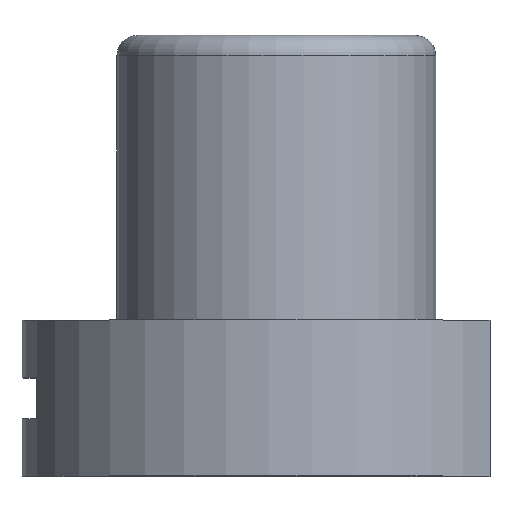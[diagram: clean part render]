
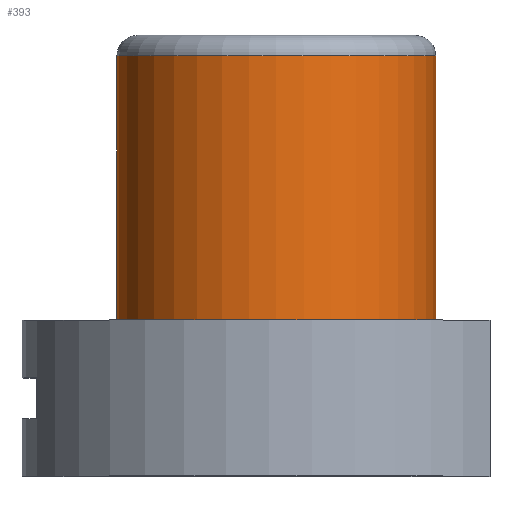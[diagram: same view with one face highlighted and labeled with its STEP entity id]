
A CAD part, top view. The second image highlights one B-rep face of the part: STEP entity #393.
In plain terms, the highlighted cylindrical face has radius 2.35 mm (diameter 4.7 mm), a full revolution.
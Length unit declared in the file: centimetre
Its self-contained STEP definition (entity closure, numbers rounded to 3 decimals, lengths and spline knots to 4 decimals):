
#14=CYLINDRICAL_SURFACE('',#439,0.235);
#24=CIRCLE('',#430,0.235);
#28=CIRCLE('',#437,0.235);
#29=CIRCLE('',#438,0.235);
#52=FACE_OUTER_BOUND('',#77,.T.);
#77=EDGE_LOOP('',(#276,#277,#278,#279,#280));
#111=LINE('',#631,#143);
#143=VECTOR('',#514,0.235);
#173=VERTEX_POINT('',#610);
#178=VERTEX_POINT('',#625);
#179=VERTEX_POINT('',#627);
#209=EDGE_CURVE('',#173,#173,#24,.T.);
#217=EDGE_CURVE('',#178,#179,#28,.T.);
#218=EDGE_CURVE('',#179,#178,#29,.T.);
#219=EDGE_CURVE('',#179,#173,#111,.T.);
#276=ORIENTED_EDGE('',*,*,#217,.F.);
#277=ORIENTED_EDGE('',*,*,#218,.F.);
#278=ORIENTED_EDGE('',*,*,#219,.T.);
#279=ORIENTED_EDGE('',*,*,#209,.T.);
#280=ORIENTED_EDGE('',*,*,#219,.F.);
#393=ADVANCED_FACE('',(#52),#14,.T.);
#430=AXIS2_PLACEMENT_3D('',#611,#490,#491);
#437=AXIS2_PLACEMENT_3D('',#628,#508,#509);
#438=AXIS2_PLACEMENT_3D('',#629,#510,#511);
#439=AXIS2_PLACEMENT_3D('',#630,#512,#513);
#490=DIRECTION('center_axis',(0.,1.,0.));
#491=DIRECTION('ref_axis',(-1.,0.,0.));
#508=DIRECTION('center_axis',(0.,1.,0.));
#509=DIRECTION('ref_axis',(1.,0.,0.));
#510=DIRECTION('center_axis',(0.,1.,0.));
#511=DIRECTION('ref_axis',(1.,0.,0.));
#512=DIRECTION('center_axis',(0.,1.,0.));
#513=DIRECTION('ref_axis',(-1.,0.,0.));
#514=DIRECTION('',(0.,-1.,0.));
#610=CARTESIAN_POINT('',(0.235,0.23,0.));
#611=CARTESIAN_POINT('Origin',(0.,0.23,0.));
#625=CARTESIAN_POINT('',(0.,0.62,-0.235));
#627=CARTESIAN_POINT('',(0.235,0.62,0.));
#628=CARTESIAN_POINT('Origin',(0.,0.62,0.));
#629=CARTESIAN_POINT('Origin',(0.,0.62,0.));
#630=CARTESIAN_POINT('Origin',(0.,0.44,0.));
#631=CARTESIAN_POINT('',(0.235,0.44,0.));
